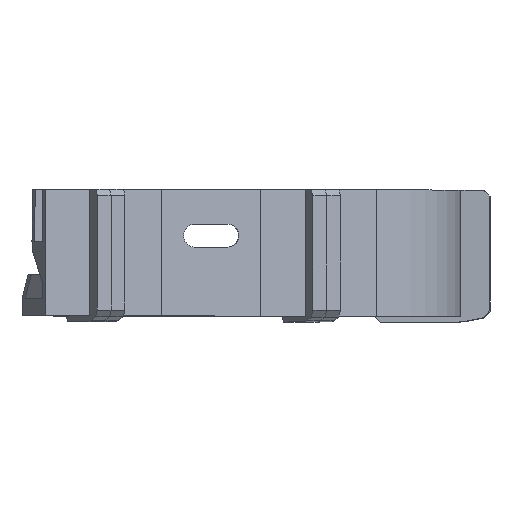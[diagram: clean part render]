
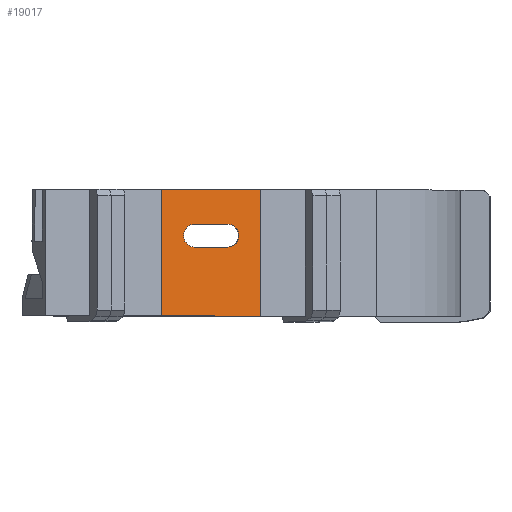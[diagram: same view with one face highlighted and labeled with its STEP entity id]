
A CAD part, left-side view. The second image highlights one B-rep face of the part: STEP entity #19017.
In plain terms, the highlighted face is planar.
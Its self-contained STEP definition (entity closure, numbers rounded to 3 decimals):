
#18741 = VERTEX_POINT('',#18742);
#18742 = CARTESIAN_POINT('',(3.,0.,16.));
#18749 = CYLINDRICAL_SURFACE('',#18750,2.);
#18750 = AXIS2_PLACEMENT_3D('',#18751,#18752,#18753);
#18751 = CARTESIAN_POINT('',(3.,24.,14.));
#18752 = DIRECTION('',(-0.,1.,0.));
#18753 = DIRECTION('',(0.,0.,-1.));
#18761 = PLANE('',#18762);
#18762 = AXIS2_PLACEMENT_3D('',#18763,#18764,#18765);
#18763 = CARTESIAN_POINT('',(3.,24.,16.));
#18764 = DIRECTION('',(0.,0.,-1.));
#18765 = DIRECTION('',(-1.,0.,-0.));
#18803 = VERTEX_POINT('',#18804);
#18804 = CARTESIAN_POINT('',(3.,0.,12.));
#18818 = PLANE('',#18819);
#18819 = AXIS2_PLACEMENT_3D('',#18820,#18821,#18822);
#18820 = CARTESIAN_POINT('',(-3.,24.,12.));
#18821 = DIRECTION('',(0.,0.,1.));
#18822 = DIRECTION('',(1.,0.,0.));
#18830 = EDGE_CURVE('',#18741,#18803,#18831,.T.);
#18831 = SURFACE_CURVE('',#18832,(#18837,#18844),.PCURVE_S1.);
#18832 = CIRCLE('',#18833,2.);
#18833 = AXIS2_PLACEMENT_3D('',#18834,#18835,#18836);
#18834 = CARTESIAN_POINT('',(3.,0.,14.));
#18835 = DIRECTION('',(0.,1.,0.));
#18836 = DIRECTION('',(0.,0.,-1.));
#18837 = PCURVE('',#18749,#18838);
#18838 = DEFINITIONAL_REPRESENTATION('',(#18839),#18843);
#18839 = LINE('',#18840,#18841);
#18840 = CARTESIAN_POINT('',(-6.283,-24.));
#18841 = VECTOR('',#18842,1.);
#18842 = DIRECTION('',(1.,-0.));
#18843 = ( GEOMETRIC_REPRESENTATION_CONTEXT(2) 
PARAMETRIC_REPRESENTATION_CONTEXT() REPRESENTATION_CONTEXT('2D SPACE',''
  ) );
#18844 = PCURVE('',#18845,#18850);
#18845 = PLANE('',#18846);
#18846 = AXIS2_PLACEMENT_3D('',#18847,#18848,#18849);
#18847 = CARTESIAN_POINT('',(0.,0.,0.));
#18848 = DIRECTION('',(0.,1.,-0.));
#18849 = DIRECTION('',(0.,0.,1.));
#18850 = DEFINITIONAL_REPRESENTATION('',(#18851),#18855);
#18851 = CIRCLE('',#18852,2.);
#18852 = AXIS2_PLACEMENT_2D('',#18853,#18854);
#18853 = CARTESIAN_POINT('',(14.,3.));
#18854 = DIRECTION('',(-1.,0.));
#18855 = ( GEOMETRIC_REPRESENTATION_CONTEXT(2) 
PARAMETRIC_REPRESENTATION_CONTEXT() REPRESENTATION_CONTEXT('2D SPACE',''
  ) );
#18863 = VERTEX_POINT('',#18864);
#18864 = CARTESIAN_POINT('',(-3.,0.,16.));
#18878 = CYLINDRICAL_SURFACE('',#18879,2.);
#18879 = AXIS2_PLACEMENT_3D('',#18880,#18881,#18882);
#18880 = CARTESIAN_POINT('',(-3.,24.,14.));
#18881 = DIRECTION('',(-0.,1.,0.));
#18882 = DIRECTION('',(0.,0.,1.));
#18917 = EDGE_CURVE('',#18741,#18863,#18918,.T.);
#18918 = SURFACE_CURVE('',#18919,(#18923,#18929),.PCURVE_S1.);
#18919 = LINE('',#18920,#18921);
#18920 = CARTESIAN_POINT('',(1.5,0.,16.));
#18921 = VECTOR('',#18922,1.);
#18922 = DIRECTION('',(-1.,0.,0.));
#18923 = PCURVE('',#18761,#18924);
#18924 = DEFINITIONAL_REPRESENTATION('',(#18925),#18928);
#18925 = B_SPLINE_CURVE_WITH_KNOTS('',1,(#18926,#18927),.UNSPECIFIED.,
  .F.,.F.,(2,2),(-1.5,4.5),.PIECEWISE_BEZIER_KNOTS.);
#18926 = CARTESIAN_POINT('',(0.,-24.));
#18927 = CARTESIAN_POINT('',(6.,-24.));
#18928 = ( GEOMETRIC_REPRESENTATION_CONTEXT(2) 
PARAMETRIC_REPRESENTATION_CONTEXT() REPRESENTATION_CONTEXT('2D SPACE',''
  ) );
#18929 = PCURVE('',#18845,#18930);
#18930 = DEFINITIONAL_REPRESENTATION('',(#18931),#18934);
#18931 = B_SPLINE_CURVE_WITH_KNOTS('',1,(#18932,#18933),.UNSPECIFIED.,
  .F.,.F.,(2,2),(-1.5,4.5),.PIECEWISE_BEZIER_KNOTS.);
#18932 = CARTESIAN_POINT('',(16.,3.));
#18933 = CARTESIAN_POINT('',(16.,-3.));
#18934 = ( GEOMETRIC_REPRESENTATION_CONTEXT(2) 
PARAMETRIC_REPRESENTATION_CONTEXT() REPRESENTATION_CONTEXT('2D SPACE',''
  ) );
#19017 = ADVANCED_FACE('',(#19018,#19132),#18845,.F.);
#19018 = FACE_BOUND('',#19019,.F.);
#19019 = EDGE_LOOP('',(#19020,#19050,#19078,#19106));
#19020 = ORIENTED_EDGE('',*,*,#19021,.F.);
#19021 = EDGE_CURVE('',#19022,#19024,#19026,.T.);
#19022 = VERTEX_POINT('',#19023);
#19023 = CARTESIAN_POINT('',(-9.,0.,0.));
#19024 = VERTEX_POINT('',#19025);
#19025 = CARTESIAN_POINT('',(9.,0.,0.));
#19026 = SURFACE_CURVE('',#19027,(#19031,#19038),.PCURVE_S1.);
#19027 = LINE('',#19028,#19029);
#19028 = CARTESIAN_POINT('',(-9.,0.,0.));
#19029 = VECTOR('',#19030,1.);
#19030 = DIRECTION('',(1.,0.,0.));
#19031 = PCURVE('',#18845,#19032);
#19032 = DEFINITIONAL_REPRESENTATION('',(#19033),#19037);
#19033 = LINE('',#19034,#19035);
#19034 = CARTESIAN_POINT('',(0.,-9.));
#19035 = VECTOR('',#19036,1.);
#19036 = DIRECTION('',(0.,1.));
#19037 = ( GEOMETRIC_REPRESENTATION_CONTEXT(2) 
PARAMETRIC_REPRESENTATION_CONTEXT() REPRESENTATION_CONTEXT('2D SPACE',''
  ) );
#19038 = PCURVE('',#19039,#19044);
#19039 = PLANE('',#19040);
#19040 = AXIS2_PLACEMENT_3D('',#19041,#19042,#19043);
#19041 = CARTESIAN_POINT('',(0.,15.,0.));
#19042 = DIRECTION('',(0.,0.,1.));
#19043 = DIRECTION('',(0.,-1.,0.));
#19044 = DEFINITIONAL_REPRESENTATION('',(#19045),#19049);
#19045 = LINE('',#19046,#19047);
#19046 = CARTESIAN_POINT('',(15.,-9.));
#19047 = VECTOR('',#19048,1.);
#19048 = DIRECTION('',(0.,1.));
#19049 = ( GEOMETRIC_REPRESENTATION_CONTEXT(2) 
PARAMETRIC_REPRESENTATION_CONTEXT() REPRESENTATION_CONTEXT('2D SPACE',''
  ) );
#19050 = ORIENTED_EDGE('',*,*,#19051,.T.);
#19051 = EDGE_CURVE('',#19022,#19052,#19054,.T.);
#19052 = VERTEX_POINT('',#19053);
#19053 = CARTESIAN_POINT('',(-9.,0.,22.));
#19054 = SURFACE_CURVE('',#19055,(#19059,#19066),.PCURVE_S1.);
#19055 = LINE('',#19056,#19057);
#19056 = CARTESIAN_POINT('',(-9.,0.,0.));
#19057 = VECTOR('',#19058,1.);
#19058 = DIRECTION('',(0.,0.,1.));
#19059 = PCURVE('',#18845,#19060);
#19060 = DEFINITIONAL_REPRESENTATION('',(#19061),#19065);
#19061 = LINE('',#19062,#19063);
#19062 = CARTESIAN_POINT('',(0.,-9.));
#19063 = VECTOR('',#19064,1.);
#19064 = DIRECTION('',(1.,0.));
#19065 = ( GEOMETRIC_REPRESENTATION_CONTEXT(2) 
PARAMETRIC_REPRESENTATION_CONTEXT() REPRESENTATION_CONTEXT('2D SPACE',''
  ) );
#19066 = PCURVE('',#19067,#19072);
#19067 = PLANE('',#19068);
#19068 = AXIS2_PLACEMENT_3D('',#19069,#19070,#19071);
#19069 = CARTESIAN_POINT('',(-9.,4.162,7.662));
#19070 = DIRECTION('',(-1.,0.,0.));
#19071 = DIRECTION('',(0.,0.,1.));
#19072 = DEFINITIONAL_REPRESENTATION('',(#19073),#19077);
#19073 = LINE('',#19074,#19075);
#19074 = CARTESIAN_POINT('',(-7.662,-4.162));
#19075 = VECTOR('',#19076,1.);
#19076 = DIRECTION('',(1.,0.));
#19077 = ( GEOMETRIC_REPRESENTATION_CONTEXT(2) 
PARAMETRIC_REPRESENTATION_CONTEXT() REPRESENTATION_CONTEXT('2D SPACE',''
  ) );
#19078 = ORIENTED_EDGE('',*,*,#19079,.F.);
#19079 = EDGE_CURVE('',#19080,#19052,#19082,.T.);
#19080 = VERTEX_POINT('',#19081);
#19081 = CARTESIAN_POINT('',(9.,0.,22.));
#19082 = SURFACE_CURVE('',#19083,(#19087,#19094),.PCURVE_S1.);
#19083 = LINE('',#19084,#19085);
#19084 = CARTESIAN_POINT('',(9.,0.,22.));
#19085 = VECTOR('',#19086,1.);
#19086 = DIRECTION('',(-1.,0.,0.));
#19087 = PCURVE('',#18845,#19088);
#19088 = DEFINITIONAL_REPRESENTATION('',(#19089),#19093);
#19089 = LINE('',#19090,#19091);
#19090 = CARTESIAN_POINT('',(22.,9.));
#19091 = VECTOR('',#19092,1.);
#19092 = DIRECTION('',(0.,-1.));
#19093 = ( GEOMETRIC_REPRESENTATION_CONTEXT(2) 
PARAMETRIC_REPRESENTATION_CONTEXT() REPRESENTATION_CONTEXT('2D SPACE',''
  ) );
#19094 = PCURVE('',#19095,#19100);
#19095 = PLANE('',#19096);
#19096 = AXIS2_PLACEMENT_3D('',#19097,#19098,#19099);
#19097 = CARTESIAN_POINT('',(0.,0.,22.));
#19098 = DIRECTION('',(0.,0.,-1.));
#19099 = DIRECTION('',(0.,1.,0.));
#19100 = DEFINITIONAL_REPRESENTATION('',(#19101),#19105);
#19101 = LINE('',#19102,#19103);
#19102 = CARTESIAN_POINT('',(0.,9.));
#19103 = VECTOR('',#19104,1.);
#19104 = DIRECTION('',(0.,-1.));
#19105 = ( GEOMETRIC_REPRESENTATION_CONTEXT(2) 
PARAMETRIC_REPRESENTATION_CONTEXT() REPRESENTATION_CONTEXT('2D SPACE',''
  ) );
#19106 = ORIENTED_EDGE('',*,*,#19107,.F.);
#19107 = EDGE_CURVE('',#19024,#19080,#19108,.T.);
#19108 = SURFACE_CURVE('',#19109,(#19113,#19120),.PCURVE_S1.);
#19109 = LINE('',#19110,#19111);
#19110 = CARTESIAN_POINT('',(9.,0.,0.));
#19111 = VECTOR('',#19112,1.);
#19112 = DIRECTION('',(0.,0.,1.));
#19113 = PCURVE('',#18845,#19114);
#19114 = DEFINITIONAL_REPRESENTATION('',(#19115),#19119);
#19115 = LINE('',#19116,#19117);
#19116 = CARTESIAN_POINT('',(0.,9.));
#19117 = VECTOR('',#19118,1.);
#19118 = DIRECTION('',(1.,0.));
#19119 = ( GEOMETRIC_REPRESENTATION_CONTEXT(2) 
PARAMETRIC_REPRESENTATION_CONTEXT() REPRESENTATION_CONTEXT('2D SPACE',''
  ) );
#19120 = PCURVE('',#19121,#19126);
#19121 = PLANE('',#19122);
#19122 = AXIS2_PLACEMENT_3D('',#19123,#19124,#19125);
#19123 = CARTESIAN_POINT('',(9.,4.162,7.662));
#19124 = DIRECTION('',(-1.,0.,0.));
#19125 = DIRECTION('',(0.,0.,1.));
#19126 = DEFINITIONAL_REPRESENTATION('',(#19127),#19131);
#19127 = LINE('',#19128,#19129);
#19128 = CARTESIAN_POINT('',(-7.662,-4.162));
#19129 = VECTOR('',#19130,1.);
#19130 = DIRECTION('',(1.,0.));
#19131 = ( GEOMETRIC_REPRESENTATION_CONTEXT(2) 
PARAMETRIC_REPRESENTATION_CONTEXT() REPRESENTATION_CONTEXT('2D SPACE',''
  ) );
#19132 = FACE_BOUND('',#19133,.F.);
#19133 = EDGE_LOOP('',(#19134,#19135,#19136,#19160));
#19134 = ORIENTED_EDGE('',*,*,#18830,.F.);
#19135 = ORIENTED_EDGE('',*,*,#18917,.T.);
#19136 = ORIENTED_EDGE('',*,*,#19137,.F.);
#19137 = EDGE_CURVE('',#19138,#18863,#19140,.T.);
#19138 = VERTEX_POINT('',#19139);
#19139 = CARTESIAN_POINT('',(-3.,0.,12.));
#19140 = SURFACE_CURVE('',#19141,(#19146,#19153),.PCURVE_S1.);
#19141 = CIRCLE('',#19142,2.);
#19142 = AXIS2_PLACEMENT_3D('',#19143,#19144,#19145);
#19143 = CARTESIAN_POINT('',(-3.,0.,14.));
#19144 = DIRECTION('',(-0.,1.,0.));
#19145 = DIRECTION('',(0.,0.,1.));
#19146 = PCURVE('',#18845,#19147);
#19147 = DEFINITIONAL_REPRESENTATION('',(#19148),#19152);
#19148 = CIRCLE('',#19149,2.);
#19149 = AXIS2_PLACEMENT_2D('',#19150,#19151);
#19150 = CARTESIAN_POINT('',(14.,-3.));
#19151 = DIRECTION('',(1.,0.));
#19152 = ( GEOMETRIC_REPRESENTATION_CONTEXT(2) 
PARAMETRIC_REPRESENTATION_CONTEXT() REPRESENTATION_CONTEXT('2D SPACE',''
  ) );
#19153 = PCURVE('',#18878,#19154);
#19154 = DEFINITIONAL_REPRESENTATION('',(#19155),#19159);
#19155 = LINE('',#19156,#19157);
#19156 = CARTESIAN_POINT('',(-6.283,-24.));
#19157 = VECTOR('',#19158,1.);
#19158 = DIRECTION('',(1.,-0.));
#19159 = ( GEOMETRIC_REPRESENTATION_CONTEXT(2) 
PARAMETRIC_REPRESENTATION_CONTEXT() REPRESENTATION_CONTEXT('2D SPACE',''
  ) );
#19160 = ORIENTED_EDGE('',*,*,#19161,.T.);
#19161 = EDGE_CURVE('',#19138,#18803,#19162,.T.);
#19162 = SURFACE_CURVE('',#19163,(#19167,#19173),.PCURVE_S1.);
#19163 = LINE('',#19164,#19165);
#19164 = CARTESIAN_POINT('',(-1.5,0.,12.));
#19165 = VECTOR('',#19166,1.);
#19166 = DIRECTION('',(1.,-0.,0.));
#19167 = PCURVE('',#18845,#19168);
#19168 = DEFINITIONAL_REPRESENTATION('',(#19169),#19172);
#19169 = B_SPLINE_CURVE_WITH_KNOTS('',1,(#19170,#19171),.UNSPECIFIED.,
  .F.,.F.,(2,2),(-1.5,4.5),.PIECEWISE_BEZIER_KNOTS.);
#19170 = CARTESIAN_POINT('',(12.,-3.));
#19171 = CARTESIAN_POINT('',(12.,3.));
#19172 = ( GEOMETRIC_REPRESENTATION_CONTEXT(2) 
PARAMETRIC_REPRESENTATION_CONTEXT() REPRESENTATION_CONTEXT('2D SPACE',''
  ) );
#19173 = PCURVE('',#18818,#19174);
#19174 = DEFINITIONAL_REPRESENTATION('',(#19175),#19178);
#19175 = B_SPLINE_CURVE_WITH_KNOTS('',1,(#19176,#19177),.UNSPECIFIED.,
  .F.,.F.,(2,2),(-1.5,4.5),.PIECEWISE_BEZIER_KNOTS.);
#19176 = CARTESIAN_POINT('',(0.,-24.));
#19177 = CARTESIAN_POINT('',(6.,-24.));
#19178 = ( GEOMETRIC_REPRESENTATION_CONTEXT(2) 
PARAMETRIC_REPRESENTATION_CONTEXT() REPRESENTATION_CONTEXT('2D SPACE',''
  ) );
